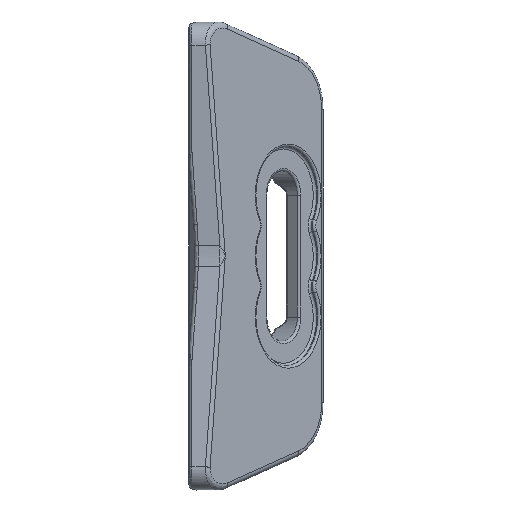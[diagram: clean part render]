
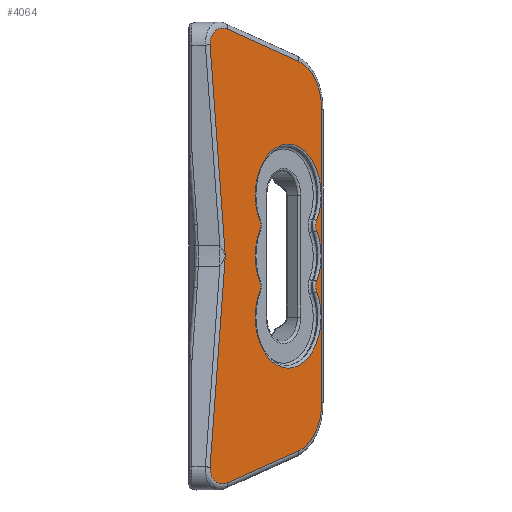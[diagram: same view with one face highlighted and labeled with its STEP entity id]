
A CAD part, top view. The second image highlights one B-rep face of the part: STEP entity #4064.
In plain terms, the highlighted planar face has unit normal (0.766, 0, 0.643).
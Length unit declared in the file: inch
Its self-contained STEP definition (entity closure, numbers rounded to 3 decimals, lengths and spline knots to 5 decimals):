
#203=ELLIPSE('',#4613,0.08159,0.0625);
#204=ELLIPSE('',#4614,0.20583,0.2);
#205=ELLIPSE('',#4615,0.20583,0.2);
#206=ELLIPSE('',#4616,0.08159,0.0625);
#294=FACE_BOUND('',#1319,.T.);
#326=PLANE('',#4612);
#368=LINE('',#6532,#555);
#371=LINE('',#6540,#558);
#515=LINE('',#8910,#702);
#516=LINE('',#8914,#703);
#517=LINE('',#8918,#704);
#555=VECTOR('',#4895,0.3937);
#558=VECTOR('',#4904,0.3937);
#702=VECTOR('',#5840,0.3937);
#703=VECTOR('',#5843,0.3937);
#704=VECTOR('',#5846,0.3937);
#1045=FACE_OUTER_BOUND('',#1318,.T.);
#1318=EDGE_LOOP('',(#3620,#3621,#3622,#3623,#3624,#3625,#3626,#3627,#3628));
#1319=EDGE_LOOP('',(#3629,#3630,#3631,#3632,#3633,#3634,#3635,#3636));
#1574=CIRCLE('',#4584,0.04);
#1577=CIRCLE('',#4588,0.21);
#1579=CIRCLE('',#4591,0.04);
#1582=CIRCLE('',#4595,0.21);
#1585=CIRCLE('',#4599,0.04);
#1588=CIRCLE('',#4603,0.21);
#1591=CIRCLE('',#4607,0.04);
#1592=CIRCLE('',#4609,0.21);
#1695=VERTEX_POINT('',#6527);
#1696=VERTEX_POINT('',#6531);
#1698=VERTEX_POINT('',#6538);
#1928=VERTEX_POINT('',#8864);
#1929=VERTEX_POINT('',#8866);
#1930=VERTEX_POINT('',#8870);
#1931=VERTEX_POINT('',#8874);
#1932=VERTEX_POINT('',#8878);
#1934=VERTEX_POINT('',#8884);
#1936=VERTEX_POINT('',#8890);
#1938=VERTEX_POINT('',#8896);
#1939=VERTEX_POINT('',#8907);
#1940=VERTEX_POINT('',#8909);
#1941=VERTEX_POINT('',#8911);
#1942=VERTEX_POINT('',#8913);
#1943=VERTEX_POINT('',#8915);
#1944=VERTEX_POINT('',#8917);
#2079=EDGE_CURVE('',#1695,#1696,#368,.T.);
#2084=EDGE_CURVE('',#1698,#1695,#371,.T.);
#2508=EDGE_CURVE('',#1928,#1929,#1574,.T.);
#2511=EDGE_CURVE('',#1929,#1930,#1577,.T.);
#2513=EDGE_CURVE('',#1930,#1931,#1579,.T.);
#2516=EDGE_CURVE('',#1931,#1932,#1582,.T.);
#2519=EDGE_CURVE('',#1932,#1934,#1585,.T.);
#2522=EDGE_CURVE('',#1934,#1936,#1588,.T.);
#2525=EDGE_CURVE('',#1936,#1938,#1591,.T.);
#2526=EDGE_CURVE('',#1938,#1928,#1592,.T.);
#2529=EDGE_CURVE('',#1939,#1698,#203,.T.);
#2530=EDGE_CURVE('',#1940,#1939,#515,.T.);
#2531=EDGE_CURVE('',#1941,#1940,#204,.T.);
#2532=EDGE_CURVE('',#1942,#1941,#516,.T.);
#2533=EDGE_CURVE('',#1943,#1942,#205,.T.);
#2534=EDGE_CURVE('',#1944,#1943,#517,.T.);
#2535=EDGE_CURVE('',#1696,#1944,#206,.T.);
#3620=ORIENTED_EDGE('',*,*,#2084,.F.);
#3621=ORIENTED_EDGE('',*,*,#2529,.F.);
#3622=ORIENTED_EDGE('',*,*,#2530,.F.);
#3623=ORIENTED_EDGE('',*,*,#2531,.F.);
#3624=ORIENTED_EDGE('',*,*,#2532,.F.);
#3625=ORIENTED_EDGE('',*,*,#2533,.F.);
#3626=ORIENTED_EDGE('',*,*,#2534,.F.);
#3627=ORIENTED_EDGE('',*,*,#2535,.F.);
#3628=ORIENTED_EDGE('',*,*,#2079,.F.);
#3629=ORIENTED_EDGE('',*,*,#2508,.F.);
#3630=ORIENTED_EDGE('',*,*,#2526,.F.);
#3631=ORIENTED_EDGE('',*,*,#2525,.F.);
#3632=ORIENTED_EDGE('',*,*,#2522,.F.);
#3633=ORIENTED_EDGE('',*,*,#2519,.F.);
#3634=ORIENTED_EDGE('',*,*,#2516,.F.);
#3635=ORIENTED_EDGE('',*,*,#2513,.F.);
#3636=ORIENTED_EDGE('',*,*,#2511,.F.);
#4064=ADVANCED_FACE('',(#1045,#294),#326,.T.);
#4584=AXIS2_PLACEMENT_3D('',#8867,#5778,#5779);
#4588=AXIS2_PLACEMENT_3D('',#8872,#5786,#5787);
#4591=AXIS2_PLACEMENT_3D('',#8876,#5792,#5793);
#4595=AXIS2_PLACEMENT_3D('',#8882,#5800,#5801);
#4599=AXIS2_PLACEMENT_3D('',#8888,#5808,#5809);
#4603=AXIS2_PLACEMENT_3D('',#8894,#5816,#5817);
#4607=AXIS2_PLACEMENT_3D('',#8899,#5824,#5825);
#4609=AXIS2_PLACEMENT_3D('',#8901,#5828,#5829);
#4612=AXIS2_PLACEMENT_3D('',#8906,#5836,#5837);
#4613=AXIS2_PLACEMENT_3D('',#8908,#5838,#5839);
#4614=AXIS2_PLACEMENT_3D('',#8912,#5841,#5842);
#4615=AXIS2_PLACEMENT_3D('',#8916,#5844,#5845);
#4616=AXIS2_PLACEMENT_3D('',#8919,#5847,#5848);
#4895=DIRECTION('',(-0.071,0.994,0.085));
#4904=DIRECTION('',(0.071,0.994,-0.085));
#5778=DIRECTION('center_axis',(-0.766,0.,-0.643));
#5779=DIRECTION('ref_axis',(0.643,0.,-0.766));
#5786=DIRECTION('center_axis',(0.766,0.,0.643));
#5787=DIRECTION('ref_axis',(0.,-1.,0.));
#5792=DIRECTION('center_axis',(-0.766,0.,-0.643));
#5793=DIRECTION('ref_axis',(-0.643,0.,0.766));
#5800=DIRECTION('center_axis',(0.766,0.,0.643));
#5801=DIRECTION('ref_axis',(0.643,0.,-0.766));
#5808=DIRECTION('center_axis',(-0.766,0.,-0.643));
#5809=DIRECTION('ref_axis',(-0.643,0.,0.766));
#5816=DIRECTION('center_axis',(0.766,0.,0.643));
#5817=DIRECTION('ref_axis',(0.,1.,0.));
#5824=DIRECTION('center_axis',(-0.766,0.,-0.643));
#5825=DIRECTION('ref_axis',(0.643,0.,-0.766));
#5828=DIRECTION('center_axis',(0.766,0.,0.643));
#5829=DIRECTION('ref_axis',(-0.643,0.,0.766));
#5836=DIRECTION('center_axis',(0.766,0.,0.643));
#5837=DIRECTION('ref_axis',(0.643,0.,-0.766));
#5838=DIRECTION('center_axis',(-0.766,0.,-0.643));
#5839=DIRECTION('ref_axis',(-0.643,0.,0.766));
#5840=DIRECTION('',(-0.617,-0.278,0.736));
#5841=DIRECTION('center_axis',(-0.766,0.,-0.643));
#5842=DIRECTION('ref_axis',(0.,-1.,0.));
#5843=DIRECTION('',(0.,-1.,0.));
#5844=DIRECTION('center_axis',(-0.766,0.,-0.643));
#5845=DIRECTION('ref_axis',(0.,1.,0.));
#5846=DIRECTION('',(0.617,-0.278,-0.736));
#5847=DIRECTION('center_axis',(-0.766,0.,-0.643));
#5848=DIRECTION('ref_axis',(-0.643,0.,0.766));
#6527=CARTESIAN_POINT('',(-0.33498,0.,0.55479));
#6531=CARTESIAN_POINT('',(-0.3974,0.86782,0.62917));
#6532=CARTESIAN_POINT('',(-0.3659,0.42981,0.59163));
#6538=CARTESIAN_POINT('',(-0.3974,-0.86782,0.62917));
#6540=CARTESIAN_POINT('',(-0.33459,0.00546,0.55432));
#8864=CARTESIAN_POINT('',(-0.19354,-0.105,0.38622));
#8866=CARTESIAN_POINT('',(-0.19354,-0.145,0.38622));
#8867=CARTESIAN_POINT('Origin',(-0.2158,-0.125,0.41276));
#8870=CARTESIAN_POINT('',(0.04027,-0.145,0.10758));
#8872=CARTESIAN_POINT('Origin',(-0.07663,-0.25,
0.2469));
#8874=CARTESIAN_POINT('',(0.04027,-0.105,0.10758));
#8876=CARTESIAN_POINT('Origin',(0.06253,-0.125,0.08105));
#8878=CARTESIAN_POINT('',(0.04027,0.105,0.10758));
#8882=CARTESIAN_POINT('Origin',(-0.07663,0.,
0.2469));
#8884=CARTESIAN_POINT('',(0.04027,0.145,0.10758));
#8888=CARTESIAN_POINT('Origin',(0.06253,0.125,0.08105));
#8890=CARTESIAN_POINT('',(-0.19354,0.145,0.38622));
#8894=CARTESIAN_POINT('Origin',(-0.07663,0.25,0.2469));
#8896=CARTESIAN_POINT('',(-0.19354,0.105,0.38622));
#8899=CARTESIAN_POINT('Origin',(-0.2158,0.125,0.41276));
#8901=CARTESIAN_POINT('Origin',(-0.07663,0.,
0.2469));
#8906=CARTESIAN_POINT('Origin',(-0.40549,0.,0.63881));
#8907=CARTESIAN_POINT('',(-0.32659,-0.93161,0.54478));
#8908=CARTESIAN_POINT('Origin',(-0.34515,-0.87315,0.5669));
#8909=CARTESIAN_POINT('',(-0.03317,-0.79929,0.1951));
#8910=CARTESIAN_POINT('',(-0.24791,-0.89613,0.45102));
#8911=CARTESIAN_POINT('',(0.06053,-0.60117,0.08343));
#8912=CARTESIAN_POINT('Origin',(-0.06802,-0.60117,
0.23664));
#8913=CARTESIAN_POINT('',(0.06053,0.60117,0.08343));
#8914=CARTESIAN_POINT('',(0.06053,0.,0.08343));
#8915=CARTESIAN_POINT('',(-0.03317,0.79929,0.1951));
#8916=CARTESIAN_POINT('Origin',(-0.06802,0.60117,0.23664));
#8917=CARTESIAN_POINT('',(-0.32659,0.93161,0.54478));
#8918=CARTESIAN_POINT('',(-0.07637,0.81877,0.24659));
#8919=CARTESIAN_POINT('Origin',(-0.34515,0.87315,0.5669));
